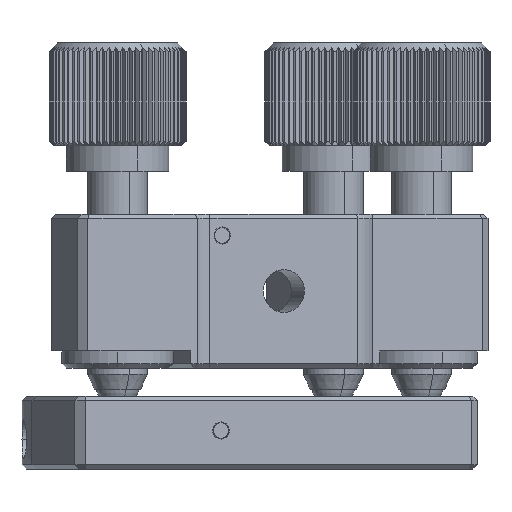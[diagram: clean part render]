
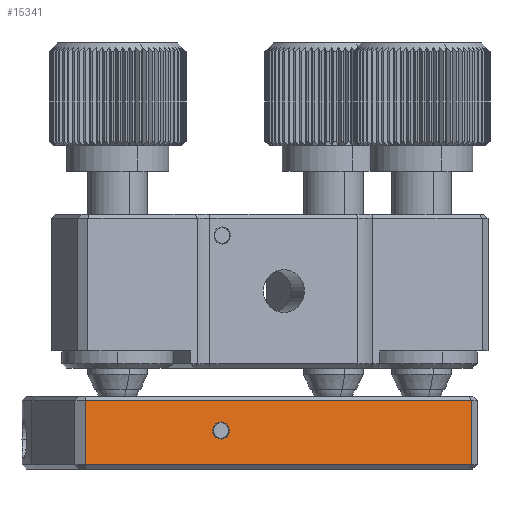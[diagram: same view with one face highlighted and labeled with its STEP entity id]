
A CAD part, left-side view. The second image highlights one B-rep face of the part: STEP entity #15341.
In plain terms, the highlighted planar face has unit normal (-0.96, -0.279, 0).
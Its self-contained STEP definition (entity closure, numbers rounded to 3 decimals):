
#83 = AXIS2_PLACEMENT_3D ( 'NONE', #6548, #17494, #28447 ) ;
#142 = CARTESIAN_POINT ( 'NONE',  ( -21.147, -30.867, 4.295 ) ) ;
#192 = EDGE_CURVE ( 'NONE', #20447, #3221, #14608, .T. ) ;
#1473 = CARTESIAN_POINT ( 'NONE',  ( -21.147, -30.867, -3.705 ) ) ;
#3001 = EDGE_CURVE ( 'NONE', #20352, #13137, #17970, .T. ) ;
#3221 = VERTEX_POINT ( 'NONE', #5437 ) ;
#3531 = EDGE_LOOP ( 'NONE', ( #17112, #14551, #21324, #15521 ) ) ;
#3768 = AXIS2_PLACEMENT_3D ( 'NONE', #11115, #18970, #29273 ) ;
#4251 = CARTESIAN_POINT ( 'NONE',  ( -21.147, -30.867, 3.795 ) ) ;
#4562 = EDGE_CURVE ( 'NONE', #24006, #13137, #24315, .T. ) ;
#4642 = VECTOR ( 'NONE', #25690, 1000. ) ;
#4671 = VECTOR ( 'NONE', #29923, 1000. ) ;
#5366 = FACE_OUTER_BOUND ( 'NONE', #3531, .T. ) ;
#5437 = CARTESIAN_POINT ( 'NONE',  ( -29.652, -1.577, 1.295 ) ) ;
#6056 = VERTEX_POINT ( 'NONE', #23591 ) ;
#6548 = CARTESIAN_POINT ( 'NONE',  ( -21.147, -30.867, 4.295 ) ) ;
#8841 = VECTOR ( 'NONE', #9004, 1000. ) ;
#9004 = DIRECTION ( 'NONE',  ( 0.279, -0.96, 0. ) ) ;
#9783 = EDGE_CURVE ( 'NONE', #6056, #20352, #27364, .T. ) ;
#10352 = EDGE_CURVE ( 'NONE', #24006, #6056, #22944, .T. ) ;
#11115 = CARTESIAN_POINT ( 'NONE',  ( -29.652, -1.577, 0.295 ) ) ;
#11596 = ORIENTED_EDGE ( 'NONE', *, *, #20038, .F. ) ;
#13137 = VERTEX_POINT ( 'NONE', #1473 ) ;
#13165 = CARTESIAN_POINT ( 'NONE',  ( -29.652, -1.577, 0.295 ) ) ;
#14551 = ORIENTED_EDGE ( 'NONE', *, *, #3001, .T. ) ;
#14608 = CIRCLE ( 'NONE', #3768, 1. ) ;
#15341 = ADVANCED_FACE ( 'NONE', ( #26446, #5366 ), #31932, .F. ) ;
#15521 = ORIENTED_EDGE ( 'NONE', *, *, #10352, .T. ) ;
#16927 = CARTESIAN_POINT ( 'NONE',  ( -29.652, -1.577, -0.705 ) ) ;
#17112 = ORIENTED_EDGE ( 'NONE', *, *, #9783, .T. ) ;
#17494 = DIRECTION ( 'NONE',  ( 0.96, 0.279, 0. ) ) ;
#17522 = VECTOR ( 'NONE', #23169, 1000. ) ;
#17970 = LINE ( 'NONE', #19527, #8841 ) ;
#18233 = DIRECTION ( 'NONE',  ( 0., 0., 1. ) ) ;
#18970 = DIRECTION ( 'NONE',  ( -0.96, -0.279, 0. ) ) ;
#19527 = CARTESIAN_POINT ( 'NONE',  ( -21.147, -30.867, -3.705 ) ) ;
#20038 = EDGE_CURVE ( 'NONE', #3221, #20447, #30155, .T. ) ;
#20352 = VERTEX_POINT ( 'NONE', #21466 ) ;
#20447 = VERTEX_POINT ( 'NONE', #16927 ) ;
#20533 = EDGE_LOOP ( 'NONE', ( #11596, #29226 ) ) ;
#21324 = ORIENTED_EDGE ( 'NONE', *, *, #4562, .F. ) ;
#21466 = CARTESIAN_POINT ( 'NONE',  ( -34.253, 14.268, -3.705 ) ) ;
#22208 = CARTESIAN_POINT ( 'NONE',  ( -34.253, 14.268, 4.295 ) ) ;
#22798 = CARTESIAN_POINT ( 'NONE',  ( -34.253, 14.268, 3.795 ) ) ;
#22944 = LINE ( 'NONE', #22798, #4642 ) ;
#23169 = DIRECTION ( 'NONE',  ( 0., 0., -1. ) ) ;
#23591 = CARTESIAN_POINT ( 'NONE',  ( -34.253, 14.268, 3.795 ) ) ;
#24006 = VERTEX_POINT ( 'NONE', #4251 ) ;
#24315 = LINE ( 'NONE', #142, #17522 ) ;
#25690 = DIRECTION ( 'NONE',  ( -0.279, 0.96, 0. ) ) ;
#26418 = AXIS2_PLACEMENT_3D ( 'NONE', #13165, #30982, #18233 ) ;
#26446 = FACE_BOUND ( 'NONE', #20533, .T. ) ;
#27364 = LINE ( 'NONE', #22208, #4671 ) ;
#28447 = DIRECTION ( 'NONE',  ( 0., 0., -1. ) ) ;
#29226 = ORIENTED_EDGE ( 'NONE', *, *, #192, .F. ) ;
#29273 = DIRECTION ( 'NONE',  ( 0., 0., 1. ) ) ;
#29923 = DIRECTION ( 'NONE',  ( 0., 0., -1. ) ) ;
#30155 = CIRCLE ( 'NONE', #26418, 1. ) ;
#30982 = DIRECTION ( 'NONE',  ( -0.96, -0.279, 0. ) ) ;
#31932 = PLANE ( 'NONE',  #83 ) ;
